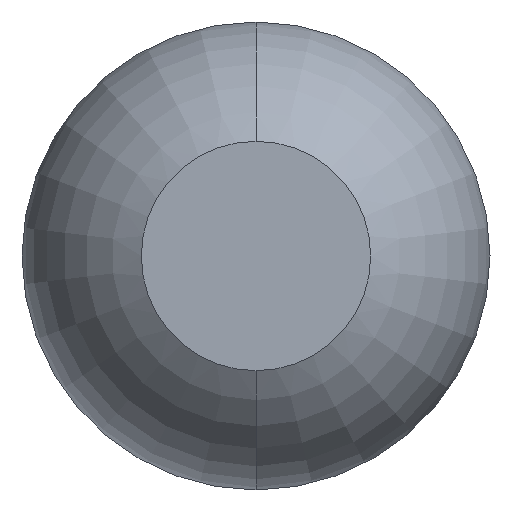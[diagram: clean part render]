
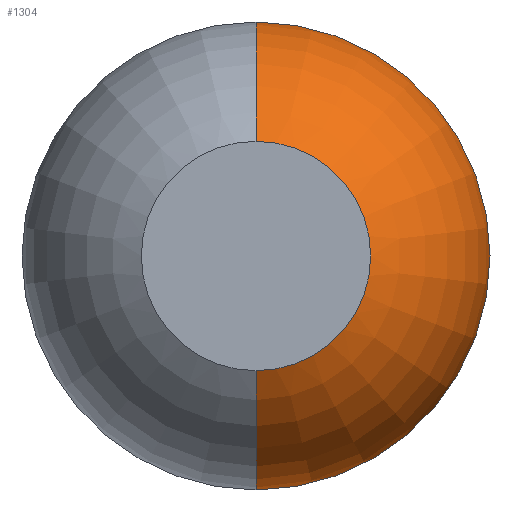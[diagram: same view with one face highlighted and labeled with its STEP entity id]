
A CAD part, front view. The second image highlights one B-rep face of the part: STEP entity #1304.
In plain terms, the highlighted toroidal (fillet/blend) face has major radius 0.01 mm and minor radius 0.5 mm.
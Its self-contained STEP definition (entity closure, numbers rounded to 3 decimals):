
#93 = DIRECTION ( 'NONE',  ( 0., 1., 0. ) ) ;
#125 = CARTESIAN_POINT ( 'NONE',  ( 0., -26.961, 0. ) ) ;
#136 = DIRECTION ( 'NONE',  ( 0., -1., 0. ) ) ;
#152 = DIRECTION ( 'NONE',  ( -1., 0., 0. ) ) ;
#153 = DIRECTION ( 'NONE',  ( 0., 0., -1. ) ) ;
#235 = VERTEX_POINT ( 'NONE', #1007 ) ;
#276 = EDGE_CURVE ( 'Defeature ausgef�hrt1_25+Defeature ausgef�hrt1_5+Defeature ausgef�hrt1_5+Defeature ausgef�hrt1_5', #3186, #3145, #1214, .T. ) ;
#436 = AXIS2_PLACEMENT_3D ( 'NONE', #1635, #136, #153 ) ;
#437 = CIRCLE ( 'NONE', #2835, 0.5 ) ;
#556 = CARTESIAN_POINT ( 'NONE',  ( 0., -27.4, 0.25 ) ) ;
#628 = DIRECTION ( 'NONE',  ( 0., 0., -1. ) ) ;
#725 = DIRECTION ( 'NONE',  ( 0., 0., 1. ) ) ;
#917 = EDGE_CURVE ( 'NONE', #3145, #235, #2645, .T. ) ;
#1007 = CARTESIAN_POINT ( 'NONE',  ( 0., -26.961, 0.51 ) ) ;
#1202 = DIRECTION ( 'NONE',  ( 1., 0., 0. ) ) ;
#1207 = CARTESIAN_POINT ( 'NONE',  ( 0., -26.961, 0. ) ) ;
#1214 = CIRCLE ( 'NONE', #436, 0.25 ) ;
#1304 = ADVANCED_FACE ( 'Defeature ausgef�hrt1_5', ( #3700 ), #2239, .T. ) ;
#1455 = CARTESIAN_POINT ( 'NONE',  ( 0., -27.4, -0.25 ) ) ;
#1629 = ORIENTED_EDGE ( 'NONE', *, *, #917, .F. ) ;
#1635 = CARTESIAN_POINT ( 'NONE',  ( 0., -27.4, 0. ) ) ;
#1776 = CARTESIAN_POINT ( 'NONE',  ( 0., -26.961, -0.01 ) ) ;
#1812 = AXIS2_PLACEMENT_3D ( 'NONE', #3662, #152, #2481 ) ;
#1872 = ORIENTED_EDGE ( 'NONE', *, *, #3500, .F. ) ;
#2060 = AXIS2_PLACEMENT_3D ( 'NONE', #125, #93, #725 ) ;
#2105 = VERTEX_POINT ( 'NONE', #2607 ) ;
#2123 = DIRECTION ( 'NONE',  ( 0., 1., 0. ) ) ;
#2239 = TOROIDAL_SURFACE ( 'NONE', #2060, 0.01, 0.5 ) ;
#2303 = EDGE_CURVE ( 'NONE', #3186, #2105, #437, .T. ) ;
#2319 = ORIENTED_EDGE ( 'NONE', *, *, #276, .F. ) ;
#2350 = ORIENTED_EDGE ( 'NONE', *, *, #2303, .T. ) ;
#2481 = DIRECTION ( 'NONE',  ( 0., 0., 1. ) ) ;
#2607 = CARTESIAN_POINT ( 'NONE',  ( 0., -26.961, -0.51 ) ) ;
#2615 = AXIS2_PLACEMENT_3D ( 'NONE', #1207, #2123, #2632 ) ;
#2626 = CIRCLE ( 'NONE', #2615, 0.51 ) ;
#2632 = DIRECTION ( 'NONE',  ( 0., 0., 1. ) ) ;
#2645 = CIRCLE ( 'NONE', #1812, 0.5 ) ;
#2719 = EDGE_LOOP ( 'NONE', ( #2319, #2350, #1872, #1629 ) ) ;
#2835 = AXIS2_PLACEMENT_3D ( 'NONE', #1776, #1202, #628 ) ;
#3145 = VERTEX_POINT ( 'NONE', #556 ) ;
#3186 = VERTEX_POINT ( 'NONE', #1455 ) ;
#3500 = EDGE_CURVE ( 'Defeature ausgef�hrt1_6+Defeature ausgef�hrt1_5+Defeature ausgef�hrt1_5+Defeature ausgef�hrt1_5', #235, #2105, #2626, .T. ) ;
#3662 = CARTESIAN_POINT ( 'NONE',  ( 0., -26.961, 0.01 ) ) ;
#3700 = FACE_OUTER_BOUND ( 'NONE', #2719, .T. ) ;
